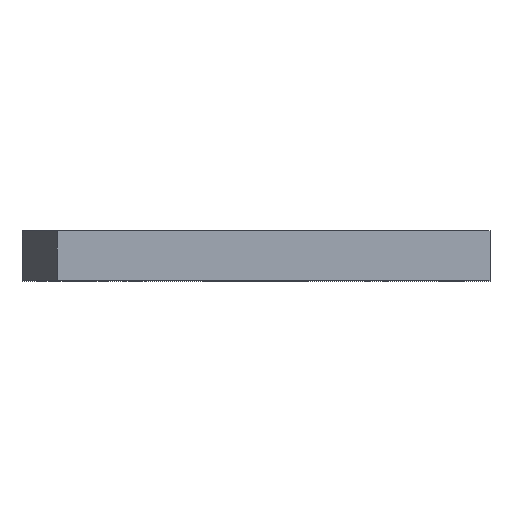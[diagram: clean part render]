
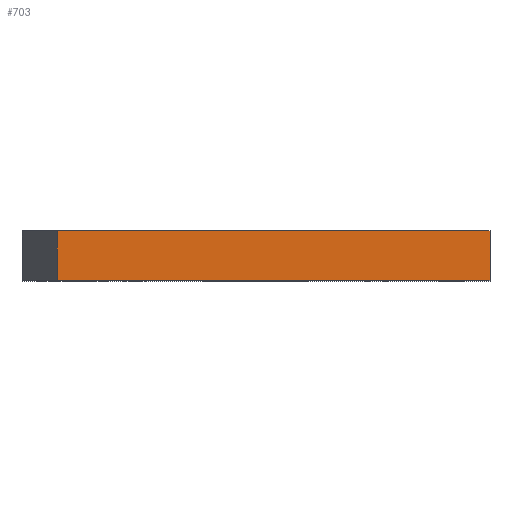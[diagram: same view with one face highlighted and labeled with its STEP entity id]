
A CAD part, top view. The second image highlights one B-rep face of the part: STEP entity #703.
In plain terms, the highlighted planar face has unit normal (0, 0, 1).
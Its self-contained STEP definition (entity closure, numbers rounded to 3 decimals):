
#64 = VERTEX_POINT('',#65);
#65 = CARTESIAN_POINT('',(330.,0.,330.));
#79 = VERTEX_POINT('',#80);
#80 = CARTESIAN_POINT('',(24.951,0.,330.));
#86 = EDGE_CURVE('',#79,#64,#87,.T.);
#87 = LINE('',#88,#89);
#88 = CARTESIAN_POINT('',(0.,0.,330.));
#89 = VECTOR('',#90,1.);
#90 = DIRECTION('',(1.,0.,0.));
#541 = VERTEX_POINT('',#542);
#542 = CARTESIAN_POINT('',(24.951,35.,330.));
#550 = EDGE_CURVE('',#541,#79,#551,.T.);
#551 = LINE('',#552,#553);
#552 = CARTESIAN_POINT('',(24.951,0.,330.));
#553 = VECTOR('',#554,1.);
#554 = DIRECTION('',(0.,-1.,0.));
#567 = VERTEX_POINT('',#568);
#568 = CARTESIAN_POINT('',(330.,35.,330.));
#582 = EDGE_CURVE('',#541,#567,#583,.T.);
#583 = LINE('',#584,#585);
#584 = CARTESIAN_POINT('',(0.,35.,330.));
#585 = VECTOR('',#586,1.);
#586 = DIRECTION('',(1.,0.,0.));
#693 = EDGE_CURVE('',#64,#567,#694,.T.);
#694 = LINE('',#695,#696);
#695 = CARTESIAN_POINT('',(330.,0.,330.));
#696 = VECTOR('',#697,1.);
#697 = DIRECTION('',(0.,1.,0.));
#703 = ADVANCED_FACE('',(#704),#710,.T.);
#704 = FACE_BOUND('',#705,.T.);
#705 = EDGE_LOOP('',(#706,#707,#708,#709));
#706 = ORIENTED_EDGE('',*,*,#582,.F.);
#707 = ORIENTED_EDGE('',*,*,#550,.T.);
#708 = ORIENTED_EDGE('',*,*,#86,.T.);
#709 = ORIENTED_EDGE('',*,*,#693,.T.);
#710 = PLANE('',#711);
#711 = AXIS2_PLACEMENT_3D('',#712,#713,#714);
#712 = CARTESIAN_POINT('',(0.,0.,330.));
#713 = DIRECTION('',(0.,0.,1.));
#714 = DIRECTION('',(1.,0.,0.));
